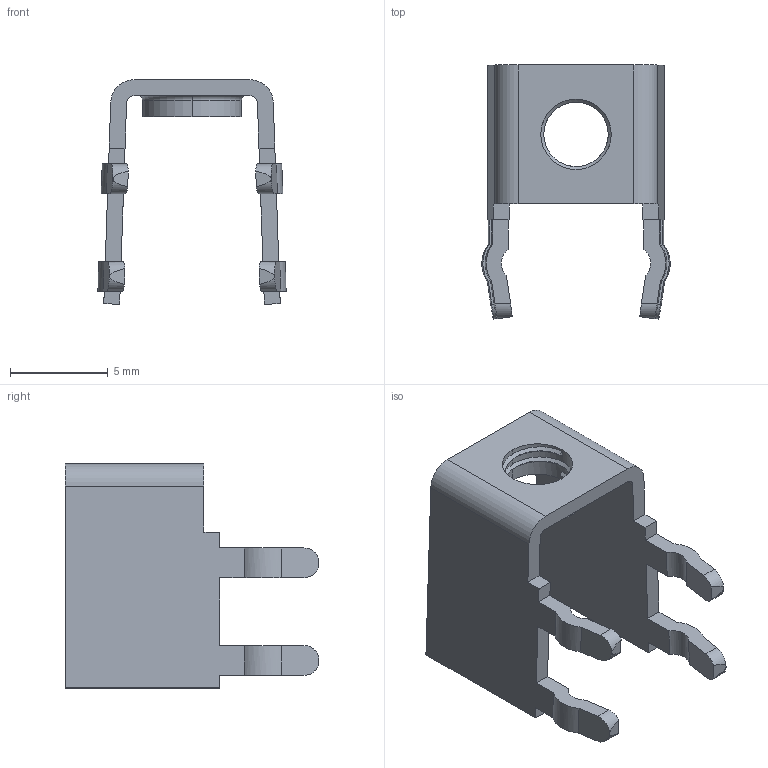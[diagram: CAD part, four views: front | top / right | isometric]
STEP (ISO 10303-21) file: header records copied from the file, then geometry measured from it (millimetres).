
FILE_DESCRIPTION(('FreeCAD Model'),'2;1');
FILE_NAME('Open CASCADE Shape Model','2025-05-15T17:23:52',(''),(''), 'Open CASCADE STEP processor 7.7','FreeCAD','Unknown');
FILE_SCHEMA(('AUTOMOTIVE_DESIGN { 1 0 10303 214 1 1 1 1 }'));
Length unit declared in the file: millimetre
Products named in the file (1): 7792
Bounding box: 9.65 x 13 x 11.51 mm (x, y, z)
Volume: 206.1 mm3; surface area: 612.9 mm2
Topology: 1 solids, 1 shells, 76 faces, 205 edges, 132 vertices
Faces by surface type: plane 45, cylinder 27, torus 2, bspline 2
Entity records: 2508 total; most frequent: CARTESIAN_POINT 720, ORIENTED_EDGE 410, DIRECTION 324, EDGE_CURVE 205, LINE 134, VECTOR 134, VERTEX_POINT 132, AXIS2_PLACEMENT_3D 95
